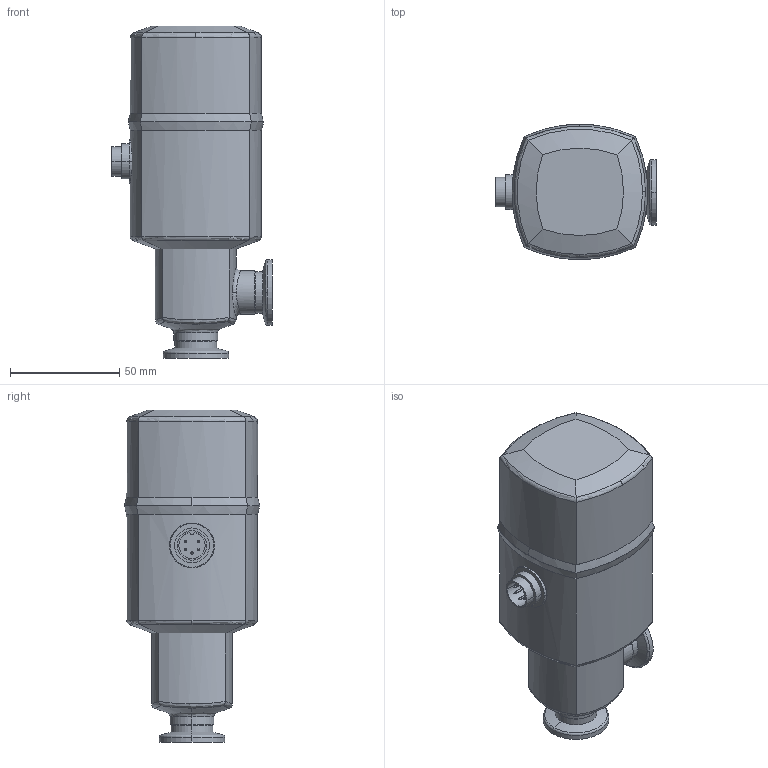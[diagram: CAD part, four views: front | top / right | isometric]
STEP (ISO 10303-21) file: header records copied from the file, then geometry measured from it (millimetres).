
FILE_DESCRIPTION (( 'STEP AP214' ), '1' );
FILE_NAME ('PFI39931A.stp', '2017-12-06T06:22:16', ( '' ), ( '' ), 'SwSTEP 2.0', 'SolidWorks 2015', '' );
FILE_SCHEMA (( 'AUTOMOTIVE_DESIGN' ));
Length unit declared in the file: millimetre
Products named in the file (1): PFI39931A
Bounding box: 73.5 x 62.1 x 152 mm (x, y, z)
Volume: 588595.5 mm3; surface area: 62437.7 mm2
Topology: 3 solids, 3 shells, 229 faces, 548 edges, 334 vertices
Faces by surface type: cylinder 98, cone 51, plane 47, torus 23, bspline 10
Entity records: 8002 total; most frequent: CARTESIAN_POINT 2593, DIRECTION 1218, ORIENTED_EDGE 1076, EDGE_CURVE 538, AXIS2_PLACEMENT_3D 537, VERTEX_POINT 334, CIRCLE 317, EDGE_LOOP 254
